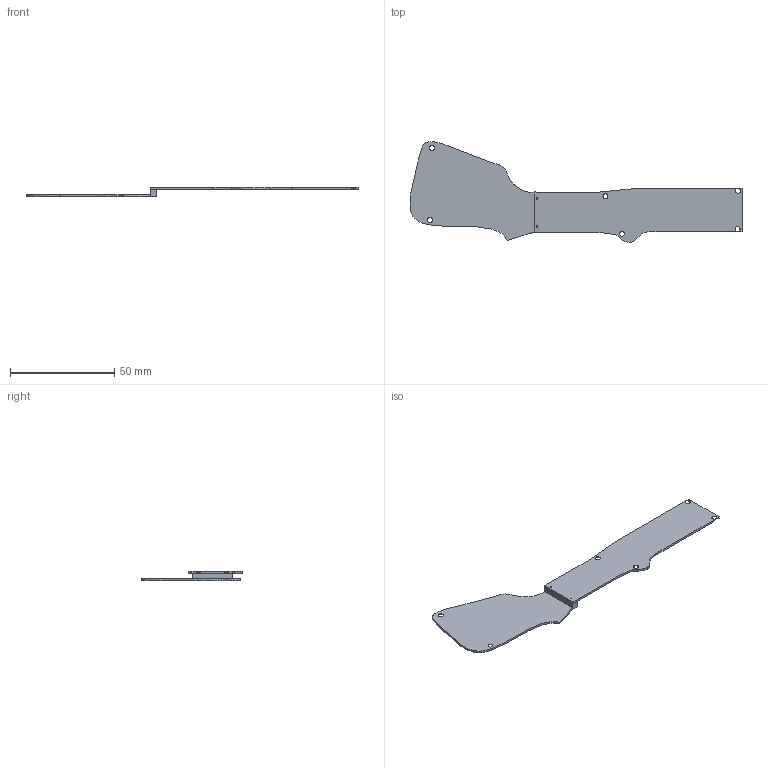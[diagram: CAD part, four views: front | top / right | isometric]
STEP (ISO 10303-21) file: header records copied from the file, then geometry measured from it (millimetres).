
FILE_DESCRIPTION(/* description */ (''),/* implementation_level */ '2;1');
FILE_NAME(/* name */ 'Right Enclosure.step',/* time_stamp */ '2025-08-15T06:13:19+08:00',/* author */ (''),/* organization */ (''),/* preprocessor_version */ 'ST-DEVELOPER v20.1',/* originating_system */ 'Autodesk Translation Framework v14.10.0.0',/* authorisation */ '');
FILE_SCHEMA (('AUTOMOTIVE_DESIGN { 1 0 10303 214 3 1 1 }'));
Length unit declared in the file: millimetre
Products named in the file (1): Enclosure(Mirror) (3)
Bounding box: 159.48 x 48.44 x 4.5 mm (x, y, z)
Volume: 4059.8 mm3; surface area: 8484.7 mm2
Topology: 1 solids, 1 shells, 45 faces, 130 edges, 84 vertices
Faces by surface type: plane 27, cone 10, bspline 6, cylinder 2
Full cylindrical faces by diameter (mm): 2.4 x2
Entity records: 2300 total; most frequent: CARTESIAN_POINT 1120, ORIENTED_EDGE 260, DIRECTION 215, EDGE_CURVE 130, VERTEX_POINT 84, LINE 83, VECTOR 83, AXIS2_PLACEMENT_3D 66
